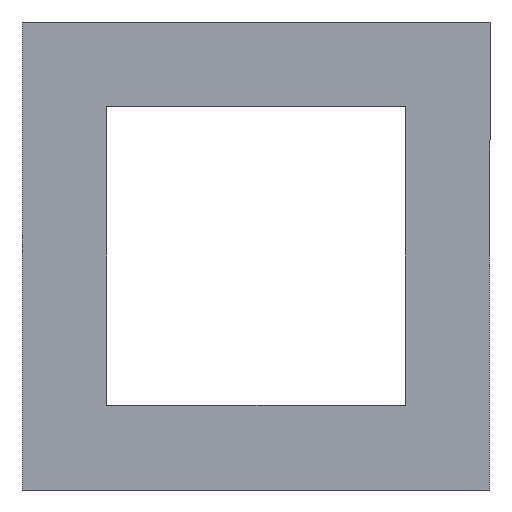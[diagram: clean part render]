
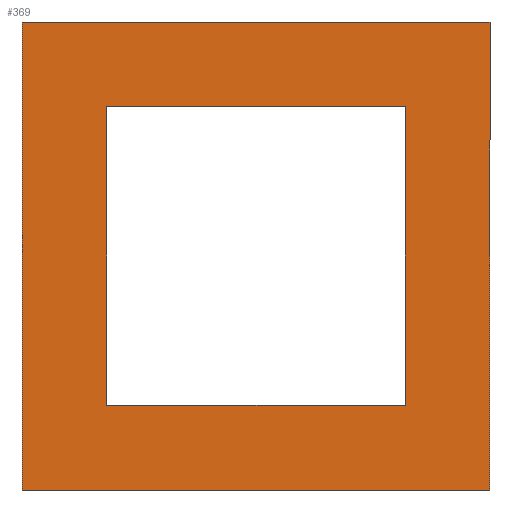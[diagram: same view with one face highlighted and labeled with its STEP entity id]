
A CAD part, front view. The second image highlights one B-rep face of the part: STEP entity #369.
In plain terms, the highlighted planar face has unit normal (0, -1, 0).
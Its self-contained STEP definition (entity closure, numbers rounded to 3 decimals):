
#14 = DIRECTION ( 'NONE',  ( 1., 0., 0. ) ) ;
#15 = CARTESIAN_POINT ( 'NONE',  ( -191.25, -4., 191.25 ) ) ;
#31 = CARTESIAN_POINT ( 'NONE',  ( -122., -4., 122. ) ) ;
#34 = CARTESIAN_POINT ( 'NONE',  ( -122., -4., -122. ) ) ;
#40 = CARTESIAN_POINT ( 'NONE',  ( 122., -4., 122. ) ) ;
#52 = CARTESIAN_POINT ( 'NONE',  ( -191.25, -4., -191.25 ) ) ;
#61 = PLANE ( 'NONE',  #290 ) ;
#63 = CARTESIAN_POINT ( 'NONE',  ( 191.25, -4., 191.25 ) ) ;
#64 = CARTESIAN_POINT ( 'NONE',  ( -191.25, -4., 191.25 ) ) ;
#65 = DIRECTION ( 'NONE',  ( 0., 0., 1. ) ) ;
#81 = DIRECTION ( 'NONE',  ( -1., 0., 0. ) ) ;
#82 = CARTESIAN_POINT ( 'NONE',  ( -122., -4., 122. ) ) ;
#83 = DIRECTION ( 'NONE',  ( 1., 0., 0. ) ) ;
#92 = DIRECTION ( 'NONE',  ( 0., 0., 1. ) ) ;
#93 = CARTESIAN_POINT ( 'NONE',  ( -191.25, -4., -191.25 ) ) ;
#102 = CARTESIAN_POINT ( 'NONE',  ( 122., -4., 122. ) ) ;
#103 = DIRECTION ( 'NONE',  ( 0., 0., -1. ) ) ;
#105 = CARTESIAN_POINT ( 'NONE',  ( 122., -4., -122. ) ) ;
#119 = DIRECTION ( 'NONE',  ( 0., 0., 1. ) ) ;
#121 = DIRECTION ( 'NONE',  ( 0., 1., 0. ) ) ;
#122 = CARTESIAN_POINT ( 'NONE',  ( 122., -4., -122. ) ) ;
#128 = CARTESIAN_POINT ( 'NONE',  ( 191.25, -4., -191.25 ) ) ;
#131 = LINE ( 'NONE', #93, #215 ) ;
#133 = LINE ( 'NONE', #154, #153 ) ;
#147 = VECTOR ( 'NONE', #380, 1000. ) ;
#153 = VECTOR ( 'NONE', #92, 1000. ) ;
#154 = CARTESIAN_POINT ( 'NONE',  ( -191.25, -4., -191.25 ) ) ;
#155 = LINE ( 'NONE', #128, #147 ) ;
#164 = EDGE_CURVE ( 'NONE', #368, #306, #155, .T. ) ;
#168 = CARTESIAN_POINT ( 'NONE',  ( 191.25, -4., -191.25 ) ) ;
#176 = DIRECTION ( 'NONE',  ( -1., 0., 0. ) ) ;
#183 = CARTESIAN_POINT ( 'NONE',  ( -122., -4., -122. ) ) ;
#213 = VECTOR ( 'NONE', #14, 1000. ) ;
#214 = LINE ( 'NONE', #15, #213 ) ;
#215 = VECTOR ( 'NONE', #176, 1000. ) ;
#224 = LINE ( 'NONE', #102, #226 ) ;
#226 = VECTOR ( 'NONE', #103, 1000. ) ;
#244 = VECTOR ( 'NONE', #65, 1000. ) ;
#245 = LINE ( 'NONE', #82, #252 ) ;
#246 = LINE ( 'NONE', #183, #244 ) ;
#252 = VECTOR ( 'NONE', #83, 1000. ) ;
#254 = LINE ( 'NONE', #122, #262 ) ;
#255 = ORIENTED_EDGE ( 'NONE', *, *, #371, .T. ) ;
#257 = FACE_BOUND ( 'NONE', #341, .T. ) ;
#260 = FACE_OUTER_BOUND ( 'NONE', #359, .T. ) ;
#262 = VECTOR ( 'NONE', #81, 1000. ) ;
#290 = AXIS2_PLACEMENT_3D ( 'NONE', #64, #121, #119 ) ;
#295 = ORIENTED_EDGE ( 'NONE', *, *, #363, .T. ) ;
#306 = VERTEX_POINT ( 'NONE', #168 ) ;
#310 = EDGE_CURVE ( 'NONE', #429, #391, #133, .T. ) ;
#315 = ORIENTED_EDGE ( 'NONE', *, *, #335, .F. ) ;
#316 = ORIENTED_EDGE ( 'NONE', *, *, #164, .F. ) ;
#318 = ORIENTED_EDGE ( 'NONE', *, *, #366, .T. ) ;
#335 = EDGE_CURVE ( 'NONE', #306, #429, #131, .T. ) ;
#341 = EDGE_LOOP ( 'NONE', ( #318, #441, #255, #295 ) ) ;
#342 = ORIENTED_EDGE ( 'NONE', *, *, #310, .F. ) ;
#350 = ORIENTED_EDGE ( 'NONE', *, *, #465, .F. ) ;
#359 = EDGE_LOOP ( 'NONE', ( #342, #315, #316, #350 ) ) ;
#363 = EDGE_CURVE ( 'NONE', #436, #433, #246, .T. ) ;
#366 = EDGE_CURVE ( 'NONE', #433, #455, #245, .T. ) ;
#368 = VERTEX_POINT ( 'NONE', #63 ) ;
#369 = ADVANCED_FACE ( 'NONE', ( #257, #260 ), #61, .F. ) ;
#371 = EDGE_CURVE ( 'NONE', #438, #436, #254, .T. ) ;
#380 = DIRECTION ( 'NONE',  ( 0., 0., -1. ) ) ;
#391 = VERTEX_POINT ( 'NONE', #478 ) ;
#393 = EDGE_CURVE ( 'NONE', #455, #438, #224, .T. ) ;
#429 = VERTEX_POINT ( 'NONE', #52 ) ;
#433 = VERTEX_POINT ( 'NONE', #31 ) ;
#436 = VERTEX_POINT ( 'NONE', #34 ) ;
#438 = VERTEX_POINT ( 'NONE', #105 ) ;
#441 = ORIENTED_EDGE ( 'NONE', *, *, #393, .T. ) ;
#455 = VERTEX_POINT ( 'NONE', #40 ) ;
#465 = EDGE_CURVE ( 'NONE', #391, #368, #214, .T. ) ;
#478 = CARTESIAN_POINT ( 'NONE',  ( -191.25, -4., 191.25 ) ) ;
